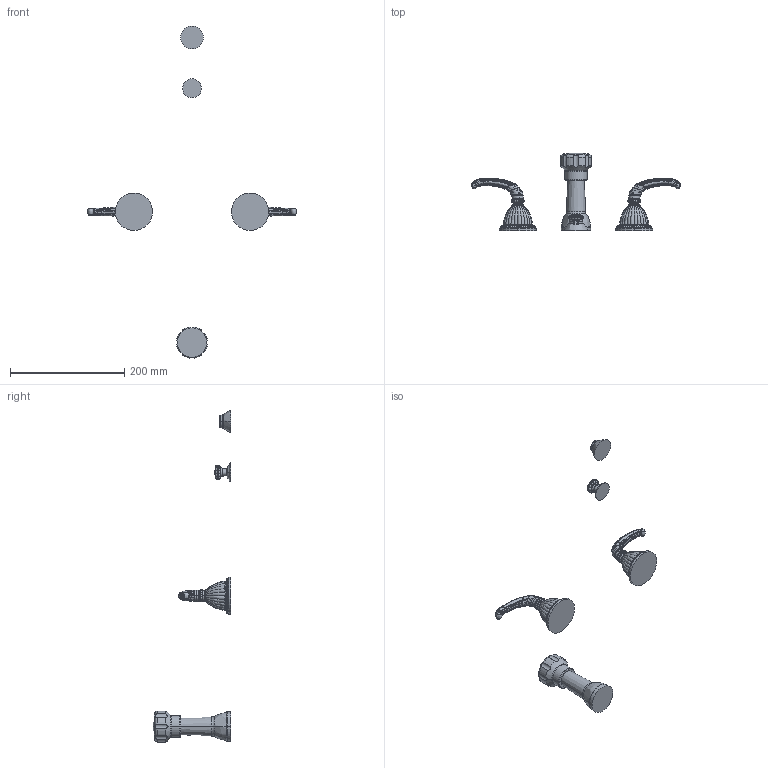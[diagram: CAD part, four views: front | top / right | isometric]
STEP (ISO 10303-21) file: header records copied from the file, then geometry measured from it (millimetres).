
FILE_DESCRIPTION((''),'2;1');
FILE_NAME('889','2021-01-25T13:30:40',('jinson.thomas'),(''),'CREO PARAMETRIC BY PTC INC, 2018400','CREO PARAMETRIC BY PTC INC, 2018400','');
FILE_SCHEMA(('CONFIG_CONTROL_DESIGN'));
Products named in the file (1): 889
Bounding box: 365.74 x 135.97 x 580.53 mm (x, y, z)
Volume: 392313.1 mm3; surface area: 66483.4 mm2
Topology: 5 solids, 5 shells, 1391 faces, 3626 edges, 2076 vertices
Faces by surface type: bspline 872, sphere 240, cylinder 108, plane 97, torus 48, cone 26
Entity records: 97788 total; most frequent: CARTESIAN_POINT 71637, ORIENTED_EDGE 6884, EDGE_CURVE 3442, DIRECTION 3420, B_SPLINE_CURVE_WITH_KNOTS 2164, VERTEX_POINT 2076, AXIS2_PLACEMENT_3D 1623, EDGE_LOOP 1406
